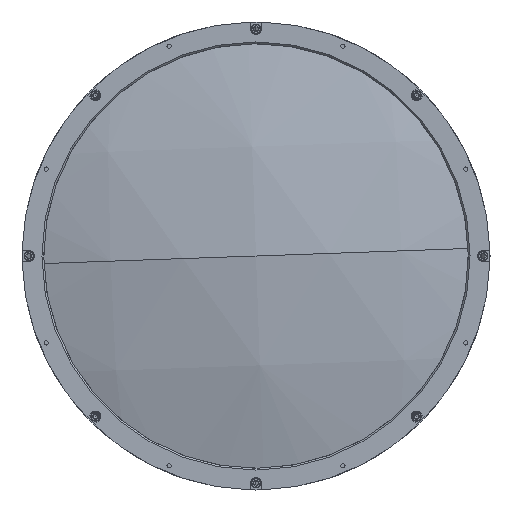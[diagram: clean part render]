
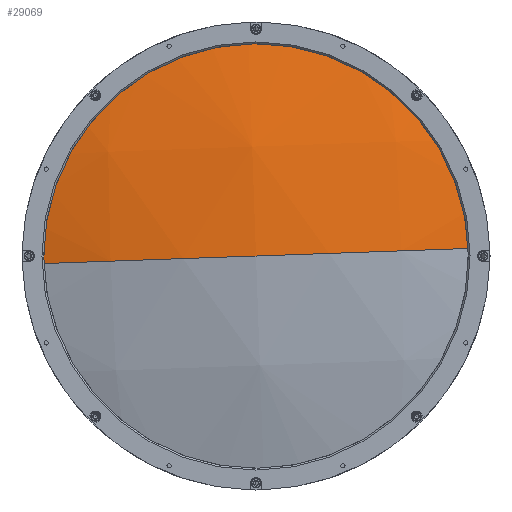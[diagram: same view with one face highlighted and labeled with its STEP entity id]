
A CAD part, left-side view. The second image highlights one B-rep face of the part: STEP entity #29069.
In plain terms, the highlighted spherical face has radius 448.8 mm.
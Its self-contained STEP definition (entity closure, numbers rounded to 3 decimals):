
#396 = CIRCLE ( 'NONE', #15405, 448.8 ) ;
#856 = EDGE_CURVE ( 'NONE', #3922, #28797, #396, .T. ) ;
#3045 = CARTESIAN_POINT ( 'NONE',  ( 14.72, -124.922, 4.429 ) ) ;
#3765 = CARTESIAN_POINT ( 'NONE',  ( 14.72, 124.922, -4.429 ) ) ;
#3894 = VERTEX_POINT ( 'NONE', #3765 ) ;
#3922 = VERTEX_POINT ( 'NONE', #3045 ) ;
#5349 = EDGE_CURVE ( 'NONE', #3922, #3894, #8524, .T. ) ;
#5692 = CARTESIAN_POINT ( 'NONE',  ( 445.761, 0., 0. ) ) ;
#7376 = DIRECTION ( 'NONE',  ( 0., 0.035, 0.999 ) ) ;
#7499 = DIRECTION ( 'NONE',  ( 0., 0.035, 0.999 ) ) ;
#7606 = DIRECTION ( 'NONE',  ( -1., 0., 0. ) ) ;
#7706 = CARTESIAN_POINT ( 'NONE',  ( 14.72, 0., 0. ) ) ;
#8213 = SPHERICAL_SURFACE ( 'NONE', #12997, 448.8 ) ;
#8524 = CIRCLE ( 'NONE', #28676, 125. ) ;
#12997 = AXIS2_PLACEMENT_3D ( 'NONE', #5692, #19745, #22332 ) ;
#14311 = ORIENTED_EDGE ( 'NONE', *, *, #5349, .T. ) ;
#15149 = ORIENTED_EDGE ( 'NONE', *, *, #856, .F. ) ;
#15405 = AXIS2_PLACEMENT_3D ( 'NONE', #27663, #27701, #27640 ) ;
#18475 = ORIENTED_EDGE ( 'NONE', *, *, #27148, .T. ) ;
#19722 = CIRCLE ( 'NONE', #28055, 448.8 ) ;
#19745 = DIRECTION ( 'NONE',  ( 0., 0.035, 0.999 ) ) ;
#20081 = FACE_OUTER_BOUND ( 'NONE', #29664, .T. ) ;
#20799 = CARTESIAN_POINT ( 'NONE',  ( -3.039, 0., 0. ) ) ;
#21608 = CARTESIAN_POINT ( 'NONE',  ( 445.761, 0., 0. ) ) ;
#22332 = DIRECTION ( 'NONE',  ( 0., -0.999, 0.035 ) ) ;
#23974 = DIRECTION ( 'NONE',  ( 0., -0.999, 0.035 ) ) ;
#27148 = EDGE_CURVE ( 'NONE', #3894, #28797, #19722, .T. ) ;
#27640 = DIRECTION ( 'NONE',  ( 0., 0.999, -0.035 ) ) ;
#27663 = CARTESIAN_POINT ( 'NONE',  ( 445.761, 0., 0. ) ) ;
#27701 = DIRECTION ( 'NONE',  ( 0., -0.035, -0.999 ) ) ;
#28055 = AXIS2_PLACEMENT_3D ( 'NONE', #21608, #7376, #23974 ) ;
#28676 = AXIS2_PLACEMENT_3D ( 'NONE', #7706, #7606, #7499 ) ;
#28797 = VERTEX_POINT ( 'NONE', #20799 ) ;
#29069 = ADVANCED_FACE ( 'NONE', ( #20081 ), #8213, .T. ) ;
#29664 = EDGE_LOOP ( 'NONE', ( #14311, #18475, #15149 ) ) ;
